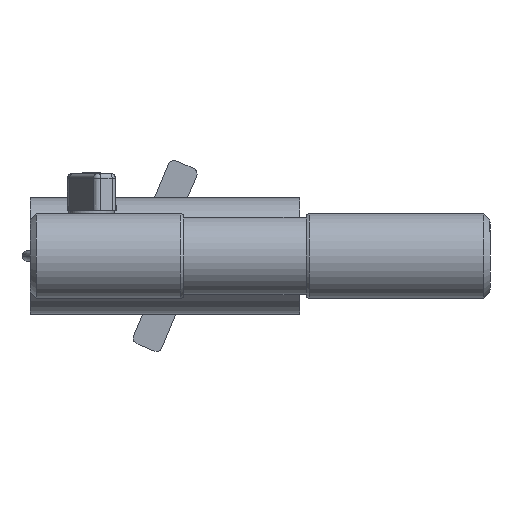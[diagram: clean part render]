
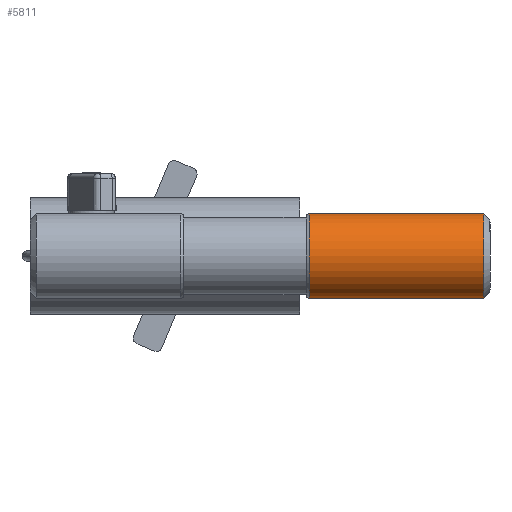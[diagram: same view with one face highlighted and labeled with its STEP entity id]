
A CAD part, left-side view. The second image highlights one B-rep face of the part: STEP entity #5811.
In plain terms, the highlighted cylindrical face has radius 14 mm (diameter 28 mm), a partial arc.
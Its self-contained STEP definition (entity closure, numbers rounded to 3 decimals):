
#86 = LINE ( 'NONE', #12265, #6561 ) ;
#393 = EDGE_CURVE ( 'NONE', #10050, #10371, #4975, .T. ) ;
#1056 = DIRECTION ( 'NONE',  ( 0., -1., 0. ) ) ;
#1125 = AXIS2_PLACEMENT_3D ( 'NONE', #5313, #3935, #11827 ) ;
#1461 = CYLINDRICAL_SURFACE ( 'NONE', #2340, 14. ) ;
#1635 = CARTESIAN_POINT ( 'NONE',  ( 0., -75., 14. ) ) ;
#2027 = CARTESIAN_POINT ( 'NONE',  ( 0., 73., 14. ) ) ;
#2148 = DIRECTION ( 'NONE',  ( 0., 0., -1. ) ) ;
#2340 = AXIS2_PLACEMENT_3D ( 'NONE', #13411, #7825, #7976 ) ;
#2633 = VECTOR ( 'NONE', #10543, 1000. ) ;
#3729 = AXIS2_PLACEMENT_3D ( 'NONE', #10989, #1056, #2148 ) ;
#3730 = ORIENTED_EDGE ( 'NONE', *, *, #7629, .T. ) ;
#3935 = DIRECTION ( 'NONE',  ( 0., 1., 0. ) ) ;
#4975 = LINE ( 'NONE', #1635, #2633 ) ;
#5083 = VERTEX_POINT ( 'NONE', #10188 ) ;
#5313 = CARTESIAN_POINT ( 'NONE',  ( 0., 16., 0. ) ) ;
#5465 = EDGE_CURVE ( 'NONE', #10050, #11897, #6736, .T. ) ;
#5811 = ADVANCED_FACE ( 'NONE', ( #10070 ), #1461, .T. ) ;
#6561 = VECTOR ( 'NONE', #8789, 1000. ) ;
#6736 = CIRCLE ( 'NONE', #3729, 14. ) ;
#7629 = EDGE_CURVE ( 'NONE', #11897, #5083, #86, .T. ) ;
#7825 = DIRECTION ( 'NONE',  ( 0., -1., 0. ) ) ;
#7976 = DIRECTION ( 'NONE',  ( 0., 0., -1. ) ) ;
#8789 = DIRECTION ( 'NONE',  ( 0., -1., 0. ) ) ;
#9423 = EDGE_CURVE ( 'NONE', #5083, #10371, #9909, .T. ) ;
#9909 = CIRCLE ( 'NONE', #1125, 14. ) ;
#10050 = VERTEX_POINT ( 'NONE', #2027 ) ;
#10070 = FACE_OUTER_BOUND ( 'NONE', #10220, .T. ) ;
#10072 = ORIENTED_EDGE ( 'NONE', *, *, #9423, .T. ) ;
#10188 = CARTESIAN_POINT ( 'NONE',  ( 0., 16., -14. ) ) ;
#10220 = EDGE_LOOP ( 'NONE', ( #12087, #13335, #3730, #10072 ) ) ;
#10371 = VERTEX_POINT ( 'NONE', #11713 ) ;
#10543 = DIRECTION ( 'NONE',  ( 0., -1., 0. ) ) ;
#10989 = CARTESIAN_POINT ( 'NONE',  ( 0., 73., 0. ) ) ;
#11713 = CARTESIAN_POINT ( 'NONE',  ( 0., 16., 14. ) ) ;
#11827 = DIRECTION ( 'NONE',  ( 0., 0., 1. ) ) ;
#11897 = VERTEX_POINT ( 'NONE', #12428 ) ;
#12087 = ORIENTED_EDGE ( 'NONE', *, *, #393, .F. ) ;
#12265 = CARTESIAN_POINT ( 'NONE',  ( 0., -75., -14. ) ) ;
#12428 = CARTESIAN_POINT ( 'NONE',  ( 0., 73., -14. ) ) ;
#13335 = ORIENTED_EDGE ( 'NONE', *, *, #5465, .T. ) ;
#13411 = CARTESIAN_POINT ( 'NONE',  ( 0., -75., 0. ) ) ;
